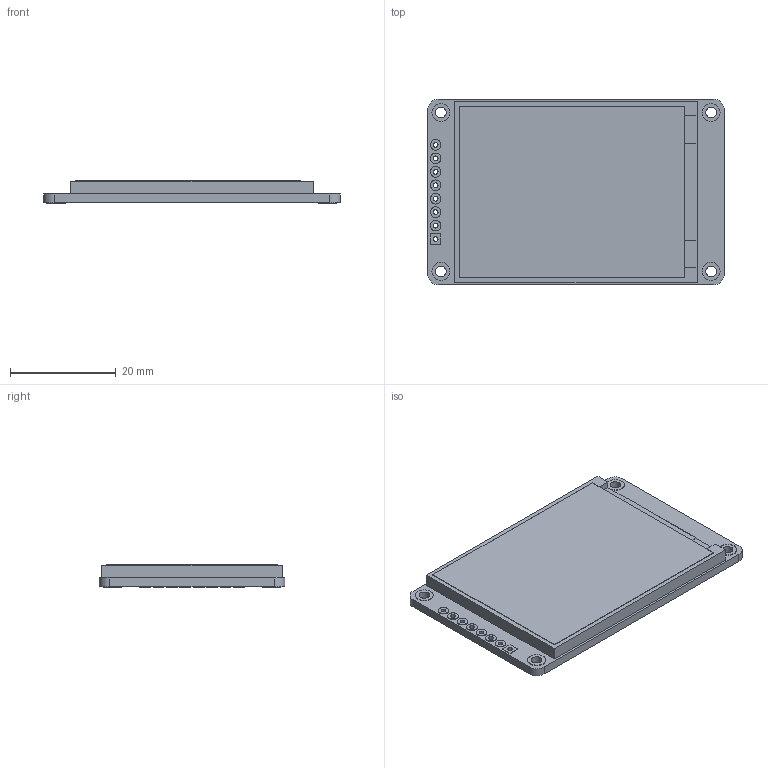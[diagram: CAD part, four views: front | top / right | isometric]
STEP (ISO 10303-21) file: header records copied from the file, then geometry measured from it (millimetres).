
FILE_DESCRIPTION(/* description */ (''),/* implementation_level */ '2;1');
FILE_NAME(/* name */ '1.8_inches_128x160_RGB_TFT_LCD v2.step',/* time_stamp */ '2024-05-31T21:50:26+03:00',/* author */ (''),/* organization */ (''),/* preprocessor_version */ 'ST-DEVELOPER v20',/* originating_system */ 'Autodesk Translation Framework v13.14.0.145',/* authorisation */ '');
FILE_SCHEMA (('AUTOMOTIVE_DESIGN { 1 0 10303 214 3 1 1 }'));
Length unit declared in the file: millimetre
Products named in the file (1): 1.8_inches_128x160_RGB_TFT_LCD
Bounding box: 56 x 35 x 4.25 mm (x, y, z)
Volume: 6992.4 mm3; surface area: 4683.4 mm2
Topology: 1 solids, 1 shells, 96 faces, 207 edges, 138 vertices
Faces by surface type: plane 57, cylinder 39
Full cylindrical faces by diameter (mm): 0.9 x8, 2 x18, 3.4 x8
Entity records: 2771 total; most frequent: DIRECTION 479, CARTESIAN_POINT 442, ORIENTED_EDGE 414, EDGE_CURVE 207, AXIS2_PLACEMENT_3D 175, EDGE_LOOP 145, VERTEX_POINT 138, LINE 129
